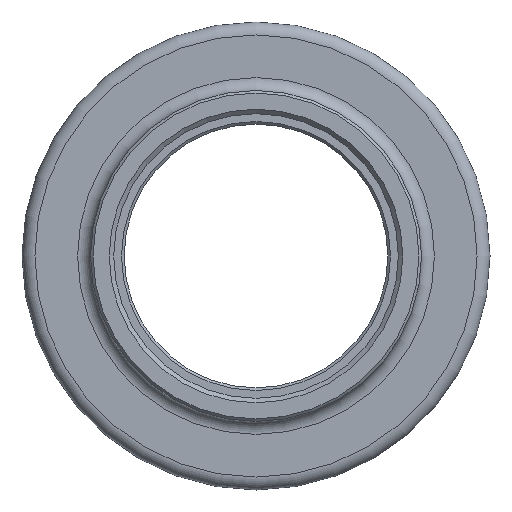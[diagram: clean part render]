
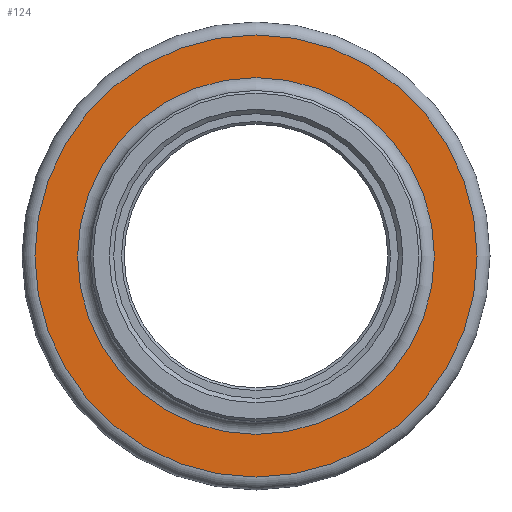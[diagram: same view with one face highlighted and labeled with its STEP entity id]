
A CAD part, left-side view. The second image highlights one B-rep face of the part: STEP entity #124.
In plain terms, the highlighted planar face has unit normal (-1, 0, 0).
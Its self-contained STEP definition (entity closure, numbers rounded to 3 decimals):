
#124=ADVANCED_FACE('',(#156,#157),#144,.F.);
#144=PLANE('',#361);
#156=FACE_BOUND('',#200,.T.);
#157=FACE_BOUND('',#201,.T.);
#200=EDGE_LOOP('',(#244));
#201=EDGE_LOOP('',(#245));
#244=ORIENTED_EDGE('',*,*,#310,.T.);
#245=ORIENTED_EDGE('',*,*,#311,.T.);
#288=VERTEX_POINT('',#503);
#289=VERTEX_POINT('',#505);
#310=EDGE_CURVE('',#288,#288,#332,.T.);
#311=EDGE_CURVE('',#289,#289,#333,.T.);
#332=CIRCLE('',#359,85.5);
#333=CIRCLE('',#360,69.);
#359=AXIS2_PLACEMENT_3D('',#502,#417,#418);
#360=AXIS2_PLACEMENT_3D('',#504,#419,#420);
#361=AXIS2_PLACEMENT_3D('',#506,#421,#422);
#417=DIRECTION('',(-1.,0.,0.));
#418=DIRECTION('',(0.,0.,-1.));
#419=DIRECTION('',(1.,0.,0.));
#420=DIRECTION('',(0.,0.,-1.));
#421=DIRECTION('',(1.,0.,0.));
#422=DIRECTION('',(0.,0.,-1.));
#502=CARTESIAN_POINT('',(42.5,0.,0.));
#503=CARTESIAN_POINT('',(42.5,0.,-85.5));
#504=CARTESIAN_POINT('',(42.5,0.,0.));
#505=CARTESIAN_POINT('',(42.5,0.,-69.));
#506=CARTESIAN_POINT('',(42.5,64.,0.));
